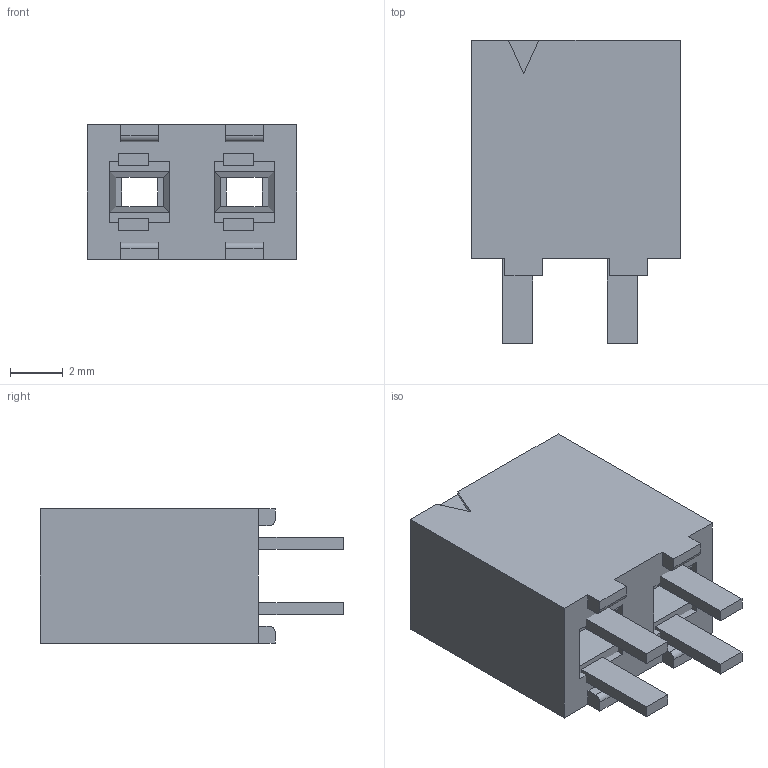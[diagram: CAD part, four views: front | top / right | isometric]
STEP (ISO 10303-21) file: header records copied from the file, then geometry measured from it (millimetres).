
FILE_DESCRIPTION( ( 'STEP AP203' ), '1' );
FILE_NAME( 'FHP-02-01-T-S.stp', '2019-10-15T23:41:24', ( '' ), ( '' ), ' ', 'PARTsolutions', ' ' );
FILE_SCHEMA( ( 'CONFIG_CONTROL_DESIGN' ) );
Length unit declared in the file: inch
Products named in the file (3): FHP-02-01-T-S; _FHP-02--S_socket; _C-130-01-02-S_
Assembly tree (2 placements, depth 2):
  FHP-02-01-T-S
    _FHP-02--S_socket
    _C-130-01-02-S_
Bounding box: 7.92 x 11.48 x 5.08 mm (x, y, z)
Volume: 389.6 mm3; surface area: 761.2 mm2
Topology: 2 solids, 2 shells, 81 faces, 213 edges, 142 vertices
Faces by surface type: plane 77, cylinder 4
Entity records: 2579 total; most frequent: CARTESIAN_POINT 439, ORIENTED_EDGE 426, DIRECTION 389, EDGE_CURVE 213, LINE 205, VECTOR 205, VERTEX_POINT 142, EDGE_LOOP 95
